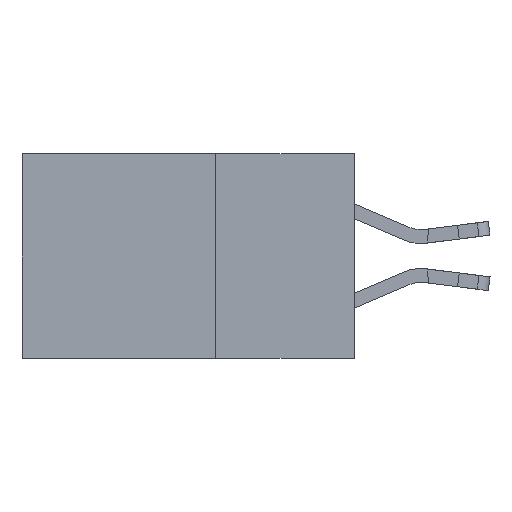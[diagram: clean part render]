
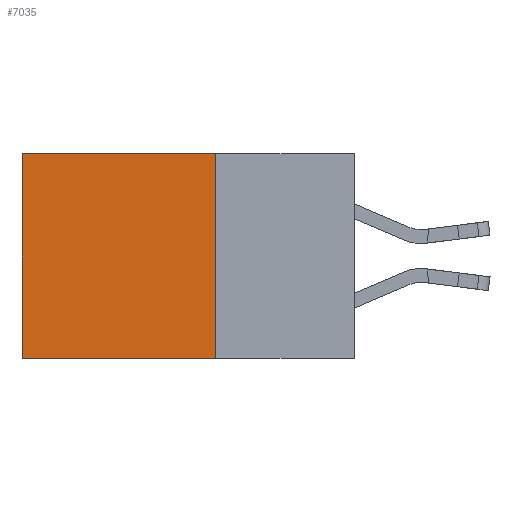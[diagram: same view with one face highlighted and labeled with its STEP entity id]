
A CAD part, left-side view. The second image highlights one B-rep face of the part: STEP entity #7035.
In plain terms, the highlighted planar face has unit normal (-1, 0, 0).
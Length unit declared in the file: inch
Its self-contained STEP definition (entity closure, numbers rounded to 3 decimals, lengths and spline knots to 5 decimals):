
#407 = CARTESIAN_POINT ( 'NONE',  ( 0.2615, 0.25, 0. ) ) ;
#420 = VERTEX_POINT ( 'NONE', #15872 ) ;
#753 = EDGE_CURVE ( 'NONE', #12459, #420, #6267, .T. ) ;
#2968 = LINE ( 'NONE', #14512, #7372 ) ;
#3348 = CARTESIAN_POINT ( 'NONE',  ( 0.2615, 0.25, -0.37 ) ) ;
#4180 = VECTOR ( 'NONE', #7804, 39.37008 ) ;
#4659 = DIRECTION ( 'NONE',  ( 0., 0., -1. ) ) ;
#5151 = ORIENTED_EDGE ( 'NONE', *, *, #14116, .T. ) ;
#6267 = LINE ( 'NONE', #9889, #18850 ) ;
#6789 = DIRECTION ( 'NONE',  ( 0., 1., 0. ) ) ;
#7035 = ADVANCED_FACE ( 'NONE', ( #12693 ), #18188, .F. ) ;
#7372 = VECTOR ( 'NONE', #4659, 39.37008 ) ;
#7804 = DIRECTION ( 'NONE',  ( 0., 1., 0. ) ) ;
#8381 = DIRECTION ( 'NONE',  ( 1., 0., 0. ) ) ;
#9246 = DIRECTION ( 'NONE',  ( 0., 0., -1. ) ) ;
#9270 = EDGE_LOOP ( 'NONE', ( #17647, #19007, #12880, #5151 ) ) ;
#9889 = CARTESIAN_POINT ( 'NONE',  ( 0.2615, 0.6, -0.37 ) ) ;
#11508 = VECTOR ( 'NONE', #6789, 39.37008 ) ;
#11785 = CARTESIAN_POINT ( 'NONE',  ( 0.2615, 0.25, 0. ) ) ;
#12459 = VERTEX_POINT ( 'NONE', #17402 ) ;
#12693 = FACE_OUTER_BOUND ( 'NONE', #9270, .T. ) ;
#12880 = ORIENTED_EDGE ( 'NONE', *, *, #13866, .F. ) ;
#13866 = EDGE_CURVE ( 'NONE', #18741, #20690, #2968, .T. ) ;
#14116 = EDGE_CURVE ( 'NONE', #18741, #12459, #15853, .T. ) ;
#14132 = CARTESIAN_POINT ( 'NONE',  ( 0.2615, 0.25, -0.37 ) ) ;
#14512 = CARTESIAN_POINT ( 'NONE',  ( 0.2615, 0.25, -0.37 ) ) ;
#15849 = EDGE_CURVE ( 'NONE', #20690, #420, #16797, .T. ) ;
#15853 = LINE ( 'NONE', #11785, #11508 ) ;
#15872 = CARTESIAN_POINT ( 'NONE',  ( 0.2615, 0.6, -0.37 ) ) ;
#16649 = AXIS2_PLACEMENT_3D ( 'NONE', #3348, #8381, #19815 ) ;
#16797 = LINE ( 'NONE', #17634, #4180 ) ;
#17402 = CARTESIAN_POINT ( 'NONE',  ( 0.2615, 0.6, 0. ) ) ;
#17634 = CARTESIAN_POINT ( 'NONE',  ( 0.2615, 0.25, -0.37 ) ) ;
#17647 = ORIENTED_EDGE ( 'NONE', *, *, #753, .T. ) ;
#18188 = PLANE ( 'NONE',  #16649 ) ;
#18741 = VERTEX_POINT ( 'NONE', #407 ) ;
#18850 = VECTOR ( 'NONE', #9246, 39.37008 ) ;
#19007 = ORIENTED_EDGE ( 'NONE', *, *, #15849, .F. ) ;
#19815 = DIRECTION ( 'NONE',  ( 0., 0., -1. ) ) ;
#20690 = VERTEX_POINT ( 'NONE', #14132 ) ;
